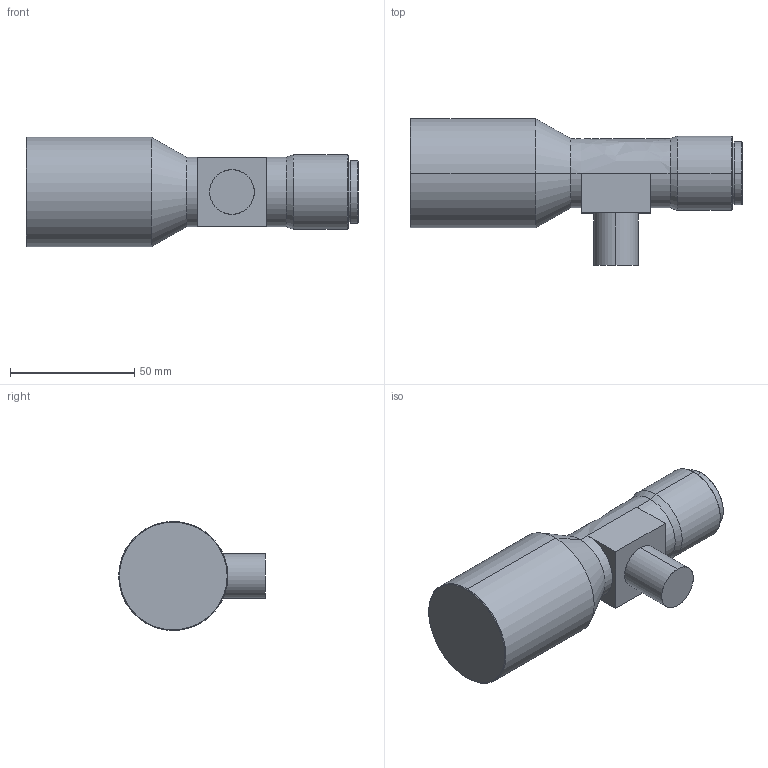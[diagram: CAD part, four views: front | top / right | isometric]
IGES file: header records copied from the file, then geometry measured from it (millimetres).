
Start section: SolidWorks IGES file using analytic representation for surfaces
Global section: file name: WWK066-110C-110.IGS; native system: SolidWorks 2017; preprocessor: SolidWorks 2017; author: Administrator; date: 200601.140103; units: millimetre
Bounding box: 133.8 x 59.1 x 44 mm (x, y, z)
Surface area: 19206.9 mm2 (no closed solid volume)
Topology: 0 solids, 0 shells, 33 faces, 498 edges, 498 vertices
Faces by surface type: revolution 23, bspline 10
